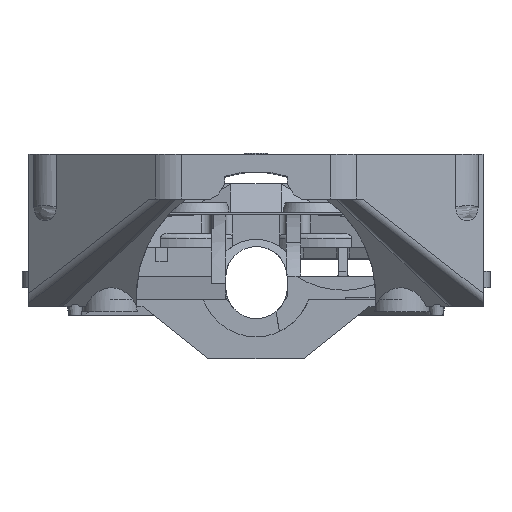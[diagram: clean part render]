
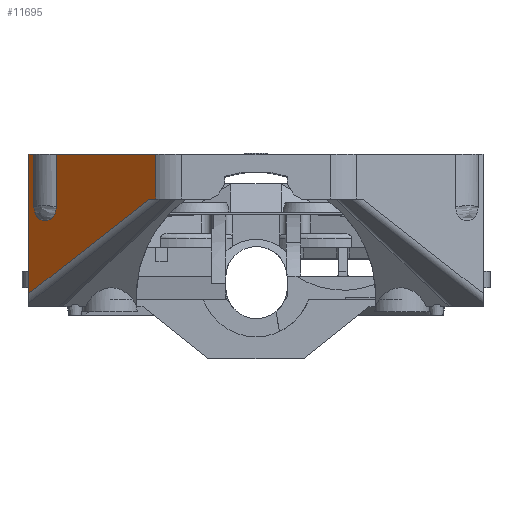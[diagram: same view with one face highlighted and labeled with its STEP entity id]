
A CAD part, front view. The second image highlights one B-rep face of the part: STEP entity #11695.
In plain terms, the highlighted planar face has unit normal (-0.669, -0.743, 0).
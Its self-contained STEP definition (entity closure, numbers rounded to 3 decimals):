
#494=B_SPLINE_CURVE_WITH_KNOTS('',3,(#19707,#19708,#19709,#19710,#19711,
#19712,#19713,#19714,#19715,#19716,#19717,#19718,#19719,#19720),
 .UNSPECIFIED.,.F.,.F.,(4,2,2,2,2,2,4),(0.,0.123,0.24,
0.351,0.411,0.443,0.445),
 .UNSPECIFIED.);
#495=B_SPLINE_CURVE_WITH_KNOTS('',3,(#19724,#19725,#19726,#19727,#19728,
#19729,#19730,#19731,#19732,#19733,#19734,#19735,#19736,#19737),
 .UNSPECIFIED.,.F.,.F.,(4,2,2,2,2,2,4),(-0.001,0.,0.037,
0.098,0.201,0.317,0.439),
 .UNSPECIFIED.);
#1338=FACE_OUTER_BOUND('',#1994,.T.);
#1994=EDGE_LOOP('',(#8611,#8612,#8613,#8614,#8615,#8616,#8617,#8618,#8619,
#8620,#8621));
#2790=LINE('',#18590,#3820);
#2931=LINE('',#19696,#3961);
#2932=LINE('',#19699,#3962);
#2933=LINE('',#19701,#3963);
#2934=LINE('',#19703,#3964);
#2935=LINE('',#19705,#3965);
#2936=LINE('',#19722,#3966);
#2937=LINE('',#19739,#3967);
#2938=LINE('',#19740,#3968);
#3820=VECTOR('',#13811,10.);
#3961=VECTOR('',#14100,10.);
#3962=VECTOR('',#14103,10.);
#3963=VECTOR('',#14104,10.);
#3964=VECTOR('',#14105,10.);
#3965=VECTOR('',#14106,10.);
#3966=VECTOR('',#14107,10.);
#3967=VECTOR('',#14108,10.);
#3968=VECTOR('',#14109,10.);
#4953=VERTEX_POINT('',#18588);
#4954=VERTEX_POINT('',#18589);
#5116=VERTEX_POINT('',#19694);
#5117=VERTEX_POINT('',#19698);
#5118=VERTEX_POINT('',#19700);
#5119=VERTEX_POINT('',#19702);
#5120=VERTEX_POINT('',#19704);
#5121=VERTEX_POINT('',#19706);
#5122=VERTEX_POINT('',#19721);
#5123=VERTEX_POINT('',#19723);
#5124=VERTEX_POINT('',#19738);
#6259=EDGE_CURVE('',#4953,#4954,#2790,.T.);
#6470=EDGE_CURVE('',#5116,#4953,#2931,.T.);
#6471=EDGE_CURVE('',#5117,#5116,#2932,.T.);
#6472=EDGE_CURVE('',#5118,#5117,#2933,.T.);
#6473=EDGE_CURVE('',#5118,#5119,#2934,.T.);
#6474=EDGE_CURVE('',#5119,#5120,#2935,.T.);
#6475=EDGE_CURVE('',#5121,#5120,#494,.F.);
#6476=EDGE_CURVE('',#5121,#5122,#2936,.T.);
#6477=EDGE_CURVE('',#5122,#5123,#495,.T.);
#6478=EDGE_CURVE('',#5123,#5124,#2937,.T.);
#6479=EDGE_CURVE('',#5124,#4954,#2938,.T.);
#8611=ORIENTED_EDGE('',*,*,#6471,.F.);
#8612=ORIENTED_EDGE('',*,*,#6472,.F.);
#8613=ORIENTED_EDGE('',*,*,#6473,.T.);
#8614=ORIENTED_EDGE('',*,*,#6474,.T.);
#8615=ORIENTED_EDGE('',*,*,#6475,.F.);
#8616=ORIENTED_EDGE('',*,*,#6476,.T.);
#8617=ORIENTED_EDGE('',*,*,#6477,.T.);
#8618=ORIENTED_EDGE('',*,*,#6478,.T.);
#8619=ORIENTED_EDGE('',*,*,#6479,.T.);
#8620=ORIENTED_EDGE('',*,*,#6259,.F.);
#8621=ORIENTED_EDGE('',*,*,#6470,.F.);
#11290=PLANE('',#12418);
#11695=ADVANCED_FACE('',(#1338),#11290,.T.);
#12418=AXIS2_PLACEMENT_3D('',#19697,#14101,#14102);
#13811=DIRECTION('',(0.,0.,1.));
#14100=DIRECTION('',(-0.642,0.578,-0.504));
#14101=DIRECTION('center_axis',(-0.669,-0.743,0.));
#14102=DIRECTION('ref_axis',(-0.743,0.669,0.));
#14103=DIRECTION('',(-0.743,0.669,0.));
#14104=DIRECTION('',(0.,0.,-1.));
#14105=DIRECTION('',(-0.743,0.669,0.));
#14106=DIRECTION('',(0.,0.,-1.));
#14107=DIRECTION('',(-0.743,0.669,0.));
#14108=DIRECTION('',(0.,0.,1.));
#14109=DIRECTION('',(-0.743,0.669,0.));
#18588=CARTESIAN_POINT('',(-48.034,-221.671,-14.696));
#18589=CARTESIAN_POINT('',(-48.034,-221.671,14.8));
#18590=CARTESIAN_POINT('',(-48.034,-221.671,2.3));
#19694=CARTESIAN_POINT('',(-22.543,-244.615,5.3));
#19696=CARTESIAN_POINT('',(-23.558,-243.702,4.504));
#19697=CARTESIAN_POINT('Origin',(-18.676,-248.096,4.));
#19698=CARTESIAN_POINT('',(-21.221,-245.805,5.3));
#19699=CARTESIAN_POINT('',(-20.012,-246.894,5.3));
#19700=CARTESIAN_POINT('',(-21.221,-245.805,14.8));
#19701=CARTESIAN_POINT('',(-21.221,-245.805,7.9));
#19702=CARTESIAN_POINT('',(-42.23,-226.895,14.8));
#19703=CARTESIAN_POINT('',(-18.313,-248.423,14.8));
#19704=CARTESIAN_POINT('',(-42.23,-226.895,3.754));
#19705=CARTESIAN_POINT('',(-42.23,-226.895,14.8));
#19706=CARTESIAN_POINT('',(-44.236,-225.089,0.8));
#19707=CARTESIAN_POINT('Ctrl Pts',(-42.23,-226.895,
3.754));
#19708=CARTESIAN_POINT('Ctrl Pts',(-42.23,-226.895,
3.345));
#19709=CARTESIAN_POINT('Ctrl Pts',(-42.289,-226.842,
2.94));
#19710=CARTESIAN_POINT('Ctrl Pts',(-42.519,-226.635,
2.201));
#19711=CARTESIAN_POINT('Ctrl Pts',(-42.682,-226.488,1.87));
#19712=CARTESIAN_POINT('Ctrl Pts',(-43.083,-226.127,1.334));
#19713=CARTESIAN_POINT('Ctrl Pts',(-43.313,-225.921,
1.125));
#19714=CARTESIAN_POINT('Ctrl Pts',(-43.701,-225.571,
0.911));
#19715=CARTESIAN_POINT('Ctrl Pts',(-43.843,-225.443,
0.856));
#19716=CARTESIAN_POINT('Ctrl Pts',(-44.067,-225.241,
0.81));
#19717=CARTESIAN_POINT('Ctrl Pts',(-44.148,-225.169,
0.801));
#19718=CARTESIAN_POINT('Ctrl Pts',(-44.23,-225.094,
0.8));
#19719=CARTESIAN_POINT('Ctrl Pts',(-44.233,-225.092,
0.8));
#19720=CARTESIAN_POINT('Ctrl Pts',(-44.236,-225.089,0.8));
#19721=CARTESIAN_POINT('',(-44.98,-224.42,0.8));
#19722=CARTESIAN_POINT('',(-31.642,-236.426,0.8));
#19723=CARTESIAN_POINT('',(-46.986,-222.614,3.754));
#19724=CARTESIAN_POINT('Ctrl Pts',(-44.98,-224.42,
0.8));
#19725=CARTESIAN_POINT('Ctrl Pts',(-44.982,-224.418,
0.8));
#19726=CARTESIAN_POINT('Ctrl Pts',(-44.985,-224.415,
0.8));
#19727=CARTESIAN_POINT('Ctrl Pts',(-45.08,-224.33,
0.801));
#19728=CARTESIAN_POINT('Ctrl Pts',(-45.173,-224.246,
0.813));
#19729=CARTESIAN_POINT('Ctrl Pts',(-45.414,-224.029,
0.87));
#19730=CARTESIAN_POINT('Ctrl Pts',(-45.561,-223.897,
0.932));
#19731=CARTESIAN_POINT('Ctrl Pts',(-45.934,-223.561,
1.153));
#19732=CARTESIAN_POINT('Ctrl Pts',(-46.146,-223.37,
1.352));
#19733=CARTESIAN_POINT('Ctrl Pts',(-46.534,-223.021,
1.87));
#19734=CARTESIAN_POINT('Ctrl Pts',(-46.697,-222.874,
2.2));
#19735=CARTESIAN_POINT('Ctrl Pts',(-46.927,-222.668,2.94));
#19736=CARTESIAN_POINT('Ctrl Pts',(-46.986,-222.614,
3.345));
#19737=CARTESIAN_POINT('Ctrl Pts',(-46.986,-222.614,
3.754));
#19738=CARTESIAN_POINT('',(-46.986,-222.614,14.8));
#19739=CARTESIAN_POINT('',(-46.986,-222.614,14.8));
#19740=CARTESIAN_POINT('',(-18.313,-248.423,14.8));
